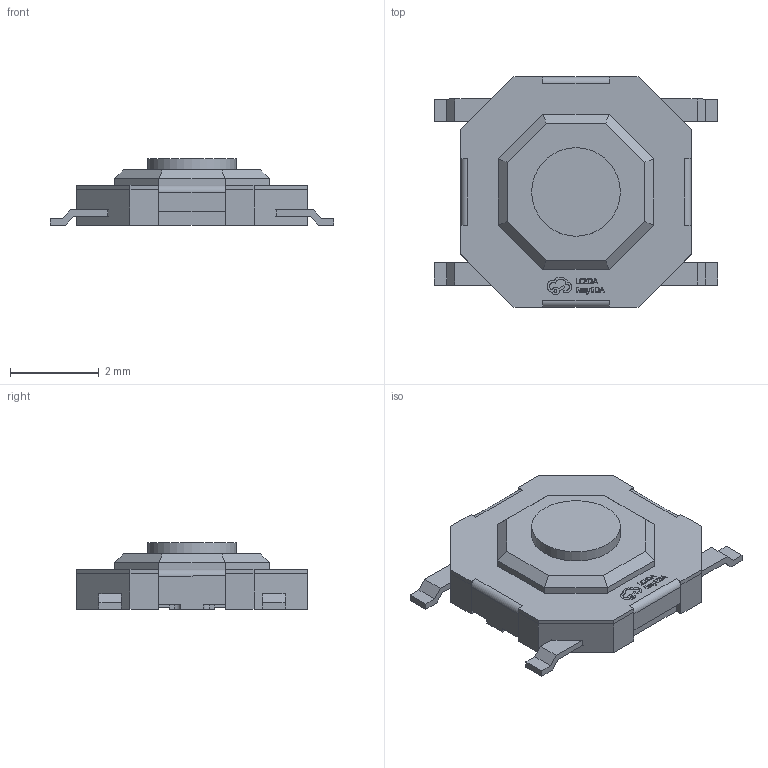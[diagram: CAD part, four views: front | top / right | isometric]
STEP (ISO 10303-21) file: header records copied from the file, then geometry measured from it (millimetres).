
FILE_DESCRIPTION(/* description */ ('STEP AP214'),/* implementation_level */ '2;1');
FILE_NAME(/* name */ 'TS-1187A-C-D-B_5.1X5.1X2.step',/* time_stamp */ '2024-11-08T13:37:46+08:00',/* author */ (''),/* organization */ (''),/* preprocessor_version */ 'ST-DEVELOPER v20',/* originating_system */ 'Autodesk Translation Framework v13.20.0.188',/* authorisation */ '');
FILE_SCHEMA (('AUTOMOTIVE_DESIGN { 1 0 10303 214 3 1 1 }'));
Length unit declared in the file: millimetre
Products named in the file (1): KEY-SMD_4P-L5.2-W5.2-P3.7-LS6.4-TL
Bounding box: 6.4 x 5.2 x 1.5 mm (x, y, z)
Volume: 25.3 mm3; surface area: 152.3 mm2
Topology: 14 solids, 14 shells, 484 faces, 1270 edges, 844 vertices
Faces by surface type: plane 359, bspline 112, cylinder 13
Full cylindrical faces by diameter (mm): 2 x1
Entity records: 16426 total; most frequent: CARTESIAN_POINT 4477, ORIENTED_EDGE 2540, DIRECTION 1998, EDGE_CURVE 1270, LINE 1020, VECTOR 1020, VERTEX_POINT 844, EDGE_LOOP 516
